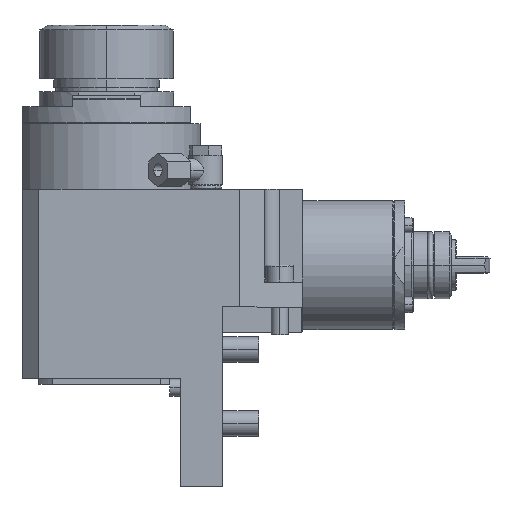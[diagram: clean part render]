
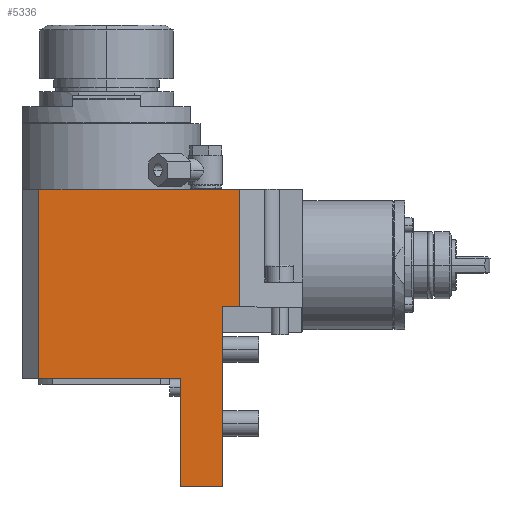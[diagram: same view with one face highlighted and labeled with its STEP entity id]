
A CAD part, front view. The second image highlights one B-rep face of the part: STEP entity #5336.
In plain terms, the highlighted planar face has unit normal (0, -1, 0).
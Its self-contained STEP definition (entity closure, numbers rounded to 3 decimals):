
#143=DIRECTION('',(0.,0.,-1.));
#144=VECTOR('',#143,55.5);
#145=CARTESIAN_POINT('',(8.144,-50.,36.));
#146=LINE('',#145,#144);
#147=DIRECTION('',(-1.,0.,0.));
#148=VECTOR('',#147,8.144);
#149=CARTESIAN_POINT('',(8.144,-50.,-19.5));
#150=LINE('',#149,#148);
#151=DIRECTION('',(0.,0.,1.));
#152=VECTOR('',#151,85.5);
#153=CARTESIAN_POINT('',(0.,-50.,-105.));
#154=LINE('',#153,#152);
#155=DIRECTION('',(1.,0.,0.));
#156=VECTOR('',#155,20.);
#157=CARTESIAN_POINT('',(-20.,-50.,-105.));
#158=LINE('',#157,#156);
#159=DIRECTION('',(0.,0.,-1.));
#160=VECTOR('',#159,51.5);
#161=CARTESIAN_POINT('',(-20.,-50.,-53.5));
#162=LINE('',#161,#160);
#163=DIRECTION('',(1.,0.,0.));
#164=VECTOR('',#163,67.);
#165=CARTESIAN_POINT('',(-87.,-50.,-53.5));
#166=LINE('',#165,#164);
#167=DIRECTION('',(0.,0.,1.));
#168=VECTOR('',#167,89.5);
#169=CARTESIAN_POINT('',(-87.,-50.,-53.5));
#170=LINE('',#169,#168);
#213=DIRECTION('',(-1.,0.,0.));
#214=VECTOR('',#213,95.144);
#215=CARTESIAN_POINT('',(8.144,-50.,36.));
#216=LINE('',#215,#214);
#4137=CARTESIAN_POINT('',(-20.,-50.,-53.5));
#4138=CARTESIAN_POINT('',(-20.,-50.,-105.));
#4139=VERTEX_POINT('',#4137);
#4140=VERTEX_POINT('',#4138);
#4141=CARTESIAN_POINT('',(0.,-50.,-105.));
#4142=VERTEX_POINT('',#4141);
#4171=CARTESIAN_POINT('',(-87.,-50.,-53.5));
#4172=CARTESIAN_POINT('',(-87.,-50.,36.));
#4173=VERTEX_POINT('',#4171);
#4174=VERTEX_POINT('',#4172);
#4363=CARTESIAN_POINT('',(8.144,-50.,36.));
#4364=CARTESIAN_POINT('',(8.144,-50.,-19.5));
#4365=VERTEX_POINT('',#4363);
#4366=VERTEX_POINT('',#4364);
#4461=CARTESIAN_POINT('',(0.,-50.,-19.5));
#4462=VERTEX_POINT('',#4461);
#5315=CARTESIAN_POINT('',(0.,-50.,0.));
#5316=DIRECTION('',(0.,-1.,0.));
#5317=DIRECTION('',(0.,0.,1.));
#5318=AXIS2_PLACEMENT_3D('',#5315,#5316,#5317);
#5319=PLANE('',#5318);
#5321=ORIENTED_EDGE('',*,*,#5320,.F.);
#5323=ORIENTED_EDGE('',*,*,#5322,.T.);
#5324=ORIENTED_EDGE('',*,*,#5305,.T.);
#5325=ORIENTED_EDGE('',*,*,#5233,.F.);
#5327=ORIENTED_EDGE('',*,*,#5326,.F.);
#5329=ORIENTED_EDGE('',*,*,#5328,.F.);
#5331=ORIENTED_EDGE('',*,*,#5330,.F.);
#5333=ORIENTED_EDGE('',*,*,#5332,.T.);
#5334=EDGE_LOOP('',(#5321,#5323,#5324,#5325,#5327,#5329,#5331,#5333));
#5335=FACE_OUTER_BOUND('',#5334,.F.);
#5336=ADVANCED_FACE('',(#5335),#5319,.T.);
#5233=EDGE_CURVE('',#4142,#4462,#154,.T.);
#5305=EDGE_CURVE('',#4366,#4462,#150,.T.);
#5320=EDGE_CURVE('',#4365,#4174,#216,.T.);
#5322=EDGE_CURVE('',#4365,#4366,#146,.T.);
#5326=EDGE_CURVE('',#4140,#4142,#158,.T.);
#5328=EDGE_CURVE('',#4139,#4140,#162,.T.);
#5330=EDGE_CURVE('',#4173,#4139,#166,.T.);
#5332=EDGE_CURVE('',#4173,#4174,#170,.T.);
